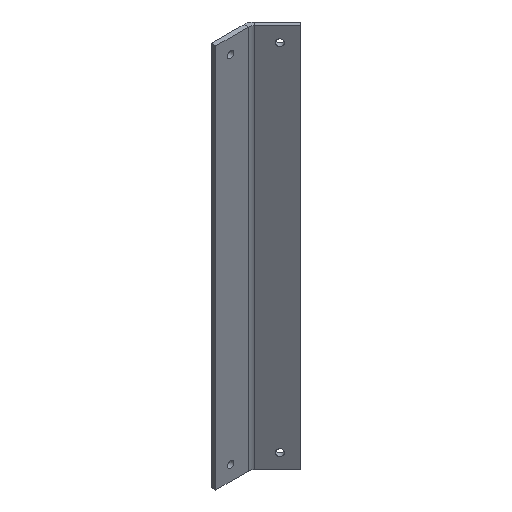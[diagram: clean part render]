
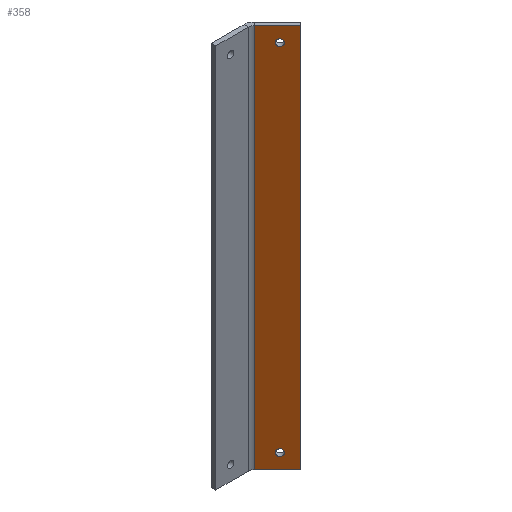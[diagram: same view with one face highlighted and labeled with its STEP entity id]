
A CAD part, isometric view. The second image highlights one B-rep face of the part: STEP entity #358.
In plain terms, the highlighted planar face has unit normal (-0.707, -0.707, 0).
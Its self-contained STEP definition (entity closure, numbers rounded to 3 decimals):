
#118 = VERTEX_POINT('',#119);
#119 = CARTESIAN_POINT('',(15.556,-19.799,0.));
#124 = EDGE_CURVE('',#125,#118,#127,.T.);
#125 = VERTEX_POINT('',#126);
#126 = CARTESIAN_POINT('',(-0.071,-4.172,0.));
#127 = LINE('',#128,#129);
#128 = CARTESIAN_POINT('',(-2.121,-2.121,0.));
#129 = VECTOR('',#130,1.);
#130 = DIRECTION('',(0.707,-0.707,0.));
#147 = VERTEX_POINT('',#148);
#148 = CARTESIAN_POINT('',(-0.071,-4.172,260.));
#153 = EDGE_CURVE('',#147,#154,#156,.T.);
#154 = VERTEX_POINT('',#155);
#155 = CARTESIAN_POINT('',(15.556,-19.799,260.));
#156 = LINE('',#157,#158);
#157 = CARTESIAN_POINT('',(-2.121,-2.121,260.));
#158 = VECTOR('',#159,1.);
#159 = DIRECTION('',(0.707,-0.707,0.));
#176 = EDGE_CURVE('',#118,#154,#177,.T.);
#177 = LINE('',#178,#179);
#178 = CARTESIAN_POINT('',(15.556,-19.799,0.));
#179 = VECTOR('',#180,1.);
#180 = DIRECTION('',(0.,0.,1.));
#193 = VERTEX_POINT('',#194);
#194 = CARTESIAN_POINT('',(6.941,-11.184,250.));
#200 = EDGE_CURVE('',#193,#193,#201,.T.);
#201 = ELLIPSE('',#202,2.25,2.25);
#202 = AXIS2_PLACEMENT_3D('',#203,#204,#205);
#203 = CARTESIAN_POINT('',(8.532,-12.775,250.));
#204 = DIRECTION('',(0.707,0.707,0.));
#205 = DIRECTION('',(-0.707,0.707,0.));
#218 = VERTEX_POINT('',#219);
#219 = CARTESIAN_POINT('',(6.941,-11.184,10.));
#225 = EDGE_CURVE('',#218,#218,#226,.T.);
#226 = ELLIPSE('',#227,2.25,2.25);
#227 = AXIS2_PLACEMENT_3D('',#228,#229,#230);
#228 = CARTESIAN_POINT('',(8.532,-12.775,10.));
#229 = DIRECTION('',(0.707,0.707,0.));
#230 = DIRECTION('',(-0.707,0.707,0.));
#358 = ADVANCED_FACE('',(#359,#370,#373),#376,.F.);
#359 = FACE_BOUND('',#360,.F.);
#360 = EDGE_LOOP('',(#361,#367,#368,#369));
#361 = ORIENTED_EDGE('',*,*,#362,.T.);
#362 = EDGE_CURVE('',#125,#147,#363,.T.);
#363 = LINE('',#364,#365);
#364 = CARTESIAN_POINT('',(-0.071,-4.172,0.));
#365 = VECTOR('',#366,1.);
#366 = DIRECTION('',(0.,0.,1.));
#367 = ORIENTED_EDGE('',*,*,#153,.T.);
#368 = ORIENTED_EDGE('',*,*,#176,.F.);
#369 = ORIENTED_EDGE('',*,*,#124,.F.);
#370 = FACE_BOUND('',#371,.F.);
#371 = EDGE_LOOP('',(#372));
#372 = ORIENTED_EDGE('',*,*,#200,.F.);
#373 = FACE_BOUND('',#374,.F.);
#374 = EDGE_LOOP('',(#375));
#375 = ORIENTED_EDGE('',*,*,#225,.F.);
#376 = PLANE('',#377);
#377 = AXIS2_PLACEMENT_3D('',#378,#379,#380);
#378 = CARTESIAN_POINT('',(-0.071,-4.172,0.));
#379 = DIRECTION('',(0.707,0.707,0.));
#380 = DIRECTION('',(0.707,-0.707,0.));
